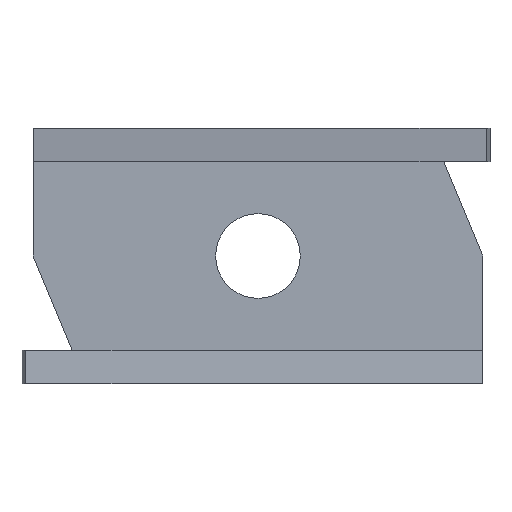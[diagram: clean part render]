
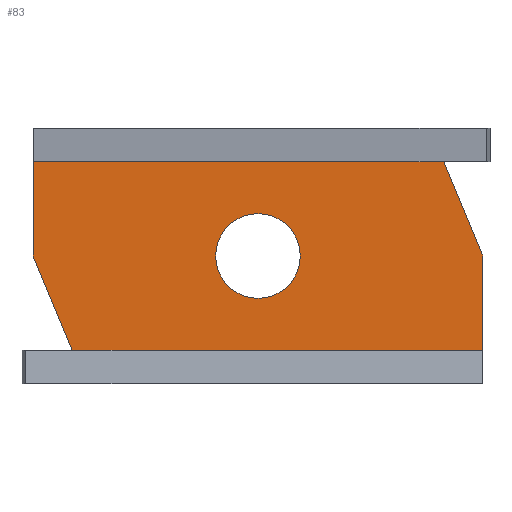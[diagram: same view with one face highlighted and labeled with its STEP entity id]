
A CAD part, front view. The second image highlights one B-rep face of the part: STEP entity #83.
In plain terms, the highlighted planar face has unit normal (0, -1, 0).
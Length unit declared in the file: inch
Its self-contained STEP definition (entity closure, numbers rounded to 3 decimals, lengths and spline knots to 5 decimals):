
#40 = LINE ( 'NONE', #4125, #41 ) ;
#41 = VECTOR ( 'NONE', #4126, 39.37008 ) ;
#83 = ADVANCED_FACE ( 'NONE', ( #1815, #1826 ), #395, .F. ) ;
#211 = ORIENTED_EDGE ( 'NONE', *, *, #3115, .F. ) ;
#212 = ORIENTED_EDGE ( 'NONE', *, *, #3769, .F. ) ;
#213 = ORIENTED_EDGE ( 'NONE', *, *, #2776, .T. ) ;
#214 = ORIENTED_EDGE ( 'NONE', *, *, #751, .F. ) ;
#215 = ORIENTED_EDGE ( 'NONE', *, *, #2772, .F. ) ;
#216 = ORIENTED_EDGE ( 'NONE', *, *, #3771, .F. ) ;
#217 = ORIENTED_EDGE ( 'NONE', *, *, #2775, .T. ) ;
#218 = ORIENTED_EDGE ( 'NONE', *, *, #3743, .F. ) ;
#219 = ORIENTED_EDGE ( 'NONE', *, *, #2899, .T. ) ;
#220 = ORIENTED_EDGE ( 'NONE', *, *, #2773, .T. ) ;
#351 = CARTESIAN_POINT ( 'NONE',  ( -0.534, -0.306, 0.224 ) ) ;
#352 = DIRECTION ( 'NONE',  ( 1., 0., 0. ) ) ;
#355 = CARTESIAN_POINT ( 'NONE',  ( -0.534, -0.306, -0.224 ) ) ;
#356 = DIRECTION ( 'NONE',  ( -1., 0., 0. ) ) ;
#395 = PLANE ( 'NONE',  #2821 ) ;
#409 = CARTESIAN_POINT ( 'NONE',  ( 0.534, -0.306, 0.224 ) ) ;
#751 = EDGE_CURVE ( 'NONE', #2114, #3043, #40, .T. ) ;
#784 = CARTESIAN_POINT ( 'NONE',  ( -0.534, -0.306, 0.224 ) ) ;
#785 = DIRECTION ( 'NONE',  ( 1., 0., 0. ) ) ;
#906 = CARTESIAN_POINT ( 'NONE',  ( -0.534, -0.306, -0.224 ) ) ;
#907 = DIRECTION ( 'NONE',  ( 0., 0., 1. ) ) ;
#1027 = CARTESIAN_POINT ( 'NONE',  ( 0., -0.306, 0. ) ) ;
#1029 = DIRECTION ( 'NONE',  ( 0., 1., 0. ) ) ;
#1030 = DIRECTION ( 'NONE',  ( 0., 0., 1. ) ) ;
#1078 = CARTESIAN_POINT ( 'NONE',  ( -0.534, -0.306, 0. ) ) ;
#1085 = CARTESIAN_POINT ( 'NONE',  ( -0.534, -0.306, 0.224 ) ) ;
#1088 = CARTESIAN_POINT ( 'NONE',  ( 0.441, -0.306, 0.224 ) ) ;
#1102 = CARTESIAN_POINT ( 'NONE',  ( 0.534, -0.306, -0.224 ) ) ;
#1158 = CIRCLE ( 'NONE', #1253, 0.1005 ) ;
#1184 = LINE ( 'NONE', #784, #1185 ) ;
#1185 = VECTOR ( 'NONE', #785, 39.37008 ) ;
#1253 = AXIS2_PLACEMENT_3D ( 'NONE', #1027, #1029, #1030 ) ;
#1305 = LINE ( 'NONE', #2213, #1316 ) ;
#1306 = LINE ( 'NONE', #2225, #1312 ) ;
#1310 = LINE ( 'NONE', #2208, #1311 ) ;
#1311 = VECTOR ( 'NONE', #2209, 39.37008 ) ;
#1312 = VECTOR ( 'NONE', #2226, 39.37008 ) ;
#1315 = CIRCLE ( 'NONE', #2819, 0.1005 ) ;
#1316 = VECTOR ( 'NONE', #2228, 39.37008 ) ;
#1815 = FACE_BOUND ( 'NONE', #3561, .T. ) ;
#1826 = FACE_OUTER_BOUND ( 'NONE', #3549, .T. ) ;
#2095 = VERTEX_POINT ( 'NONE', #3644 ) ;
#2114 = VERTEX_POINT ( 'NONE', #3660 ) ;
#2167 = VERTEX_POINT ( 'NONE', #3709 ) ;
#2175 = VERTEX_POINT ( 'NONE', #3717 ) ;
#2176 = VERTEX_POINT ( 'NONE', #3718 ) ;
#2180 = VERTEX_POINT ( 'NONE', #3722 ) ;
#2208 = CARTESIAN_POINT ( 'NONE',  ( -0.534, -0.306, -0.224 ) ) ;
#2209 = DIRECTION ( 'NONE',  ( -1., 0., 0. ) ) ;
#2210 = CARTESIAN_POINT ( 'NONE',  ( 0., -0.306, 0. ) ) ;
#2211 = DIRECTION ( 'NONE',  ( 0., 1., 0. ) ) ;
#2212 = DIRECTION ( 'NONE',  ( 0., 0., 1. ) ) ;
#2213 = CARTESIAN_POINT ( 'NONE',  ( 0.534, -0.306, 0. ) ) ;
#2225 = CARTESIAN_POINT ( 'NONE',  ( -0.534, -0.306, 0. ) ) ;
#2226 = DIRECTION ( 'NONE',  ( 0.383, 0., -0.924 ) ) ;
#2228 = DIRECTION ( 'NONE',  ( -0.383, 0., 0.924 ) ) ;
#2772 = EDGE_CURVE ( 'NONE', #3043, #2175, #1310, .T. ) ;
#2773 = EDGE_CURVE ( 'NONE', #2167, #2095, #1315, .T. ) ;
#2775 = EDGE_CURVE ( 'NONE', #2973, #2176, #1306, .T. ) ;
#2776 = EDGE_CURVE ( 'NONE', #2114, #3008, #1305, .T. ) ;
#2819 = AXIS2_PLACEMENT_3D ( 'NONE', #2210, #2211, #2212 ) ;
#2821 = AXIS2_PLACEMENT_3D ( 'NONE', #409, #4159, #4154 ) ;
#2899 = EDGE_CURVE ( 'NONE', #2095, #2167, #1158, .T. ) ;
#2973 = VERTEX_POINT ( 'NONE', #1078 ) ;
#2997 = VERTEX_POINT ( 'NONE', #1085 ) ;
#3008 = VERTEX_POINT ( 'NONE', #1088 ) ;
#3043 = VERTEX_POINT ( 'NONE', #1102 ) ;
#3115 = EDGE_CURVE ( 'NONE', #2997, #2180, #1184, .T. ) ;
#3231 = LINE ( 'NONE', #906, #3232 ) ;
#3232 = VECTOR ( 'NONE', #907, 39.37008 ) ;
#3263 = LINE ( 'NONE', #351, #3264 ) ;
#3264 = VECTOR ( 'NONE', #352, 39.37008 ) ;
#3267 = LINE ( 'NONE', #355, #3268 ) ;
#3268 = VECTOR ( 'NONE', #356, 39.37008 ) ;
#3549 = EDGE_LOOP ( 'NONE', ( #218, #217, #216, #215, #214, #213, #212, #211 ) ) ;
#3561 = EDGE_LOOP ( 'NONE', ( #220, #219 ) ) ;
#3644 = CARTESIAN_POINT ( 'NONE',  ( 0., -0.306, -0.1005 ) ) ;
#3660 = CARTESIAN_POINT ( 'NONE',  ( 0.534, -0.306, 0. ) ) ;
#3709 = CARTESIAN_POINT ( 'NONE',  ( 0., -0.306, 0.1005 ) ) ;
#3717 = CARTESIAN_POINT ( 'NONE',  ( 0.28374, -0.306, -0.224 ) ) ;
#3718 = CARTESIAN_POINT ( 'NONE',  ( -0.441, -0.306, -0.224 ) ) ;
#3722 = CARTESIAN_POINT ( 'NONE',  ( -0.28583, -0.306, 0.224 ) ) ;
#3743 = EDGE_CURVE ( 'NONE', #2973, #2997, #3231, .T. ) ;
#3769 = EDGE_CURVE ( 'NONE', #2180, #3008, #3263, .T. ) ;
#3771 = EDGE_CURVE ( 'NONE', #2175, #2176, #3267, .T. ) ;
#4125 = CARTESIAN_POINT ( 'NONE',  ( 0.534, -0.306, -0.224 ) ) ;
#4126 = DIRECTION ( 'NONE',  ( 0., 0., -1. ) ) ;
#4154 = DIRECTION ( 'NONE',  ( 0., 0., 1. ) ) ;
#4159 = DIRECTION ( 'NONE',  ( 0., 1., 0. ) ) ;
